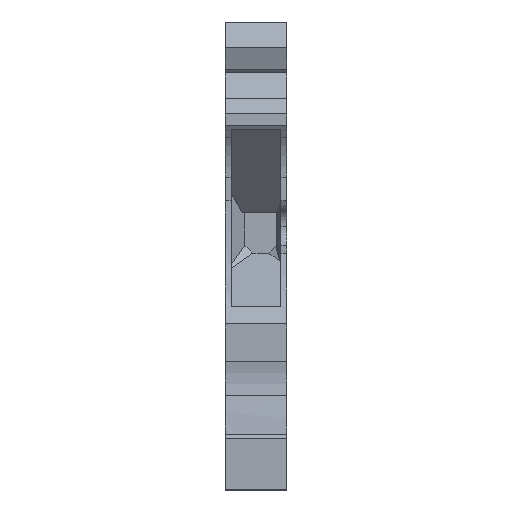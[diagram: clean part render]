
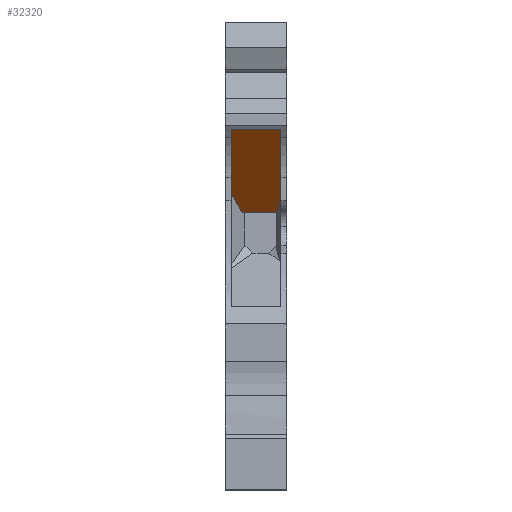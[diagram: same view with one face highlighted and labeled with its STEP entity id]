
A CAD part, front view. The second image highlights one B-rep face of the part: STEP entity #32320.
In plain terms, the highlighted face is planar.
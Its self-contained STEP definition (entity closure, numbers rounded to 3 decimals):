
#25220=CARTESIAN_POINT('',(7.281,19.691,
-0.25));
#25230=VERTEX_POINT('',#25220);
#25260=CARTESIAN_POINT('',(7.281,19.691,
0.));
#25270=DIRECTION('',(0.,0.,1.));
#25280=VECTOR('',#25270,1.);
#25290=LINE('',#25260,#25280);
#25300=CARTESIAN_POINT('',(7.281,19.691,
-5.2));
#25310=VERTEX_POINT('',#25300);
#25320=EDGE_CURVE('',#25310,#25230,#25290,.T.);
#29590=CARTESIAN_POINT('',(30.233,1.33,
-5.2));
#29600=DIRECTION('',(-0.781,0.625,
0.));
#29610=VECTOR('',#29600,1.);
#29620=LINE('',#29590,#29610);
#29630=CARTESIAN_POINT('',(14.33,14.052,
-5.2));
#29640=VERTEX_POINT('',#29630);
#29650=EDGE_CURVE('',#29640,#25310,#29620,.T.);
#31740=CARTESIAN_POINT('',(16.417,12.383,
-4.122));
#31750=VERTEX_POINT('',#31740);
#31780=CARTESIAN_POINT('',(16.417,12.383,
0.));
#31790=DIRECTION('',(0.,0.,1.));
#31800=VECTOR('',#31790,1.);
#31810=LINE('',#31780,#31800);
#31820=CARTESIAN_POINT('',(16.417,12.383,
-0.624));
#31830=VERTEX_POINT('',#31820);
#31840=EDGE_CURVE('',#31750,#31830,#31810,.T.);
#32020=CARTESIAN_POINT('',(16.049,12.677,
0.965));
#32030=DIRECTION('',(0.625,0.781,
0.));
#32040=DIRECTION('',(-0.781,0.625,
0.));
#32050=AXIS2_PLACEMENT_3D('',#32020,#32030,#32040);
#32060=PLANE('',#32050);
#32070=ORIENTED_EDGE('',*,*,#31840,.T.);
#32080=CARTESIAN_POINT('',(30.233,1.33,
3.018));
#32090=DIRECTION('',(-0.724,0.579,
-0.374));
#32100=VECTOR('',#32090,1.);
#32110=LINE('',#32080,#32100);
#32120=EDGE_CURVE('',#31750,#29640,#32110,.T.);
#32130=ORIENTED_EDGE('',*,*,#32120,.F.);
#32140=ORIENTED_EDGE('',*,*,#29650,.F.);
#32150=ORIENTED_EDGE('',*,*,#25320,.F.);
#32160=CARTESIAN_POINT('',(30.233,1.33,
-0.25));
#32170=DIRECTION('',(0.781,-0.625,
0.));
#32180=VECTOR('',#32170,1.);
#32190=LINE('',#32160,#32180);
#32200=CARTESIAN_POINT('',(15.29,13.284,
-0.25));
#32210=VERTEX_POINT('',#32200);
#32220=EDGE_CURVE('',#25230,#32210,#32190,.T.);
#32230=ORIENTED_EDGE('',*,*,#32220,.F.);
#32240=CARTESIAN_POINT('',(0.,25.516,
4.824));
#32250=DIRECTION('',(-0.756,0.605,
0.251));
#32260=VECTOR('',#32250,1.);
#32270=LINE('',#32240,#32260);
#32280=EDGE_CURVE('',#31830,#32210,#32270,.T.);
#32290=ORIENTED_EDGE('',*,*,#32280,.T.);
#32300=EDGE_LOOP('',(#32290,#32230,#32150,#32140,#32130,#32070));
#32310=FACE_OUTER_BOUND('',#32300,.T.);
#32320=ADVANCED_FACE('',(#32310),#32060,.F.);
